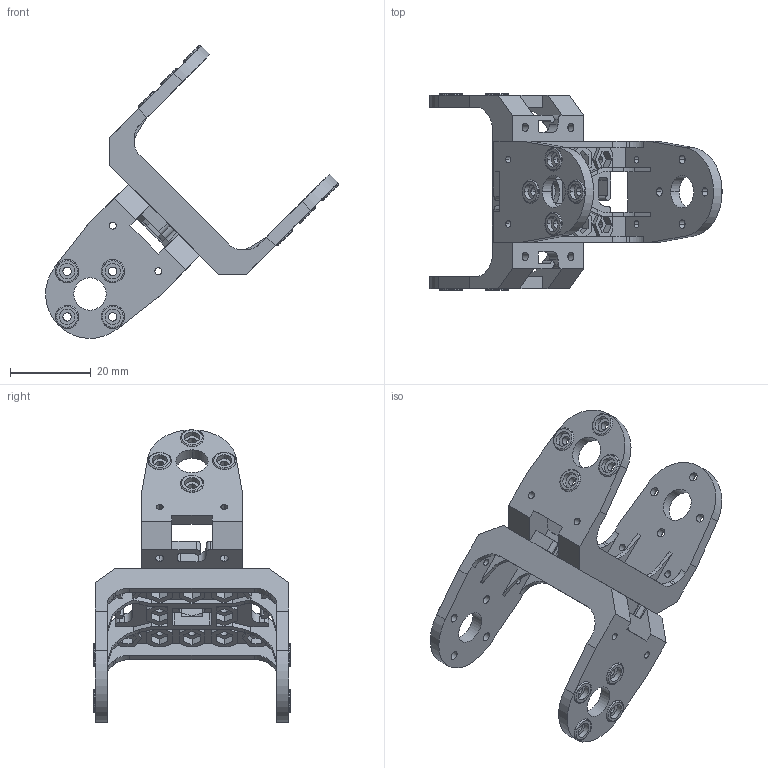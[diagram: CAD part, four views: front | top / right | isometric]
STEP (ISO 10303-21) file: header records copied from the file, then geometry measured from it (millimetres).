
FILE_DESCRIPTION (( 'STEP AP203' ), '1' );
FILE_NAME ('single leg.STEP', '2021-05-04T08:45:58', ( '' ), ( '' ), 'SwSTEP 2.0', 'SolidWorks 2016', '' );
FILE_SCHEMA (( 'CONFIG_CONTROL_DESIGN' ));
Length unit declared in the file: millimetre
Products named in the file (4): single leg; SymétrieLeg; SymétrieCoxa; SymétrieFP04-F2
Assembly tree (4 placements, depth 4):
  single leg
    SymétrieLeg
      SymétrieCoxa
        SymétrieFP04-F2  x2
Bounding box: 72.6 x 48.8 x 72.6 mm (x, y, z)
Volume: 14591.4 mm3; surface area: 15255.3 mm2
Topology: 2 solids, 2 shells, 814 faces, 2338 edges, 1564 vertices
Faces by surface type: plane 540, cylinder 242, torus 32
Entity records: 16263 total; most frequent: CARTESIAN_POINT 4821, ORIENTED_EDGE 2338, DIRECTION 2235, EDGE_CURVE 1169, VECTOR 867, LINE 867, VERTEX_POINT 782, AXIS2_PLACEMENT_3D 684
